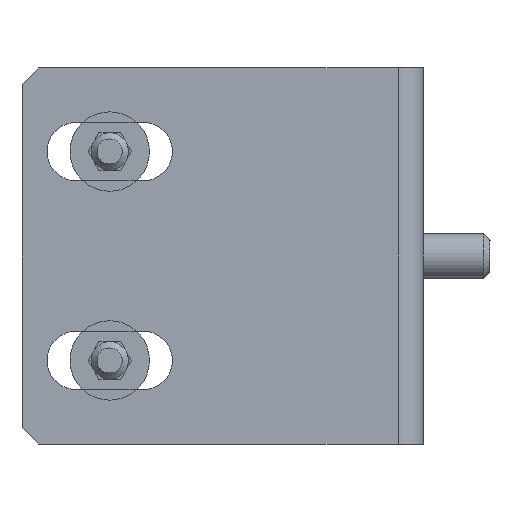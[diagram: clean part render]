
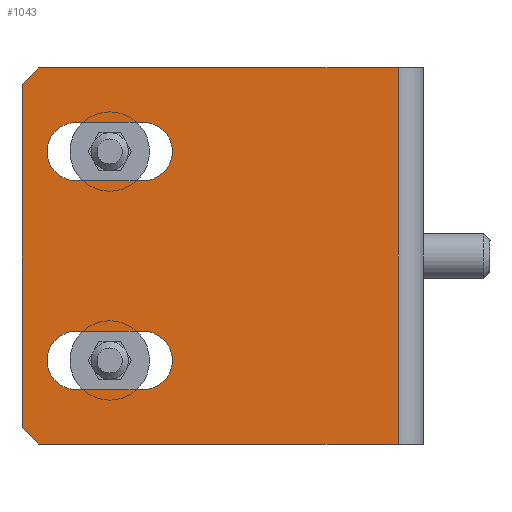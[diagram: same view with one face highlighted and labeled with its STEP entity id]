
A CAD part, front view. The second image highlights one B-rep face of the part: STEP entity #1043.
In plain terms, the highlighted planar face has unit normal (0, -1, 0).
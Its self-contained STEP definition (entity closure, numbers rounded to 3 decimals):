
#51 = VERTEX_POINT ( 'NONE', #1430 ) ;
#96 = CARTESIAN_POINT ( 'NONE',  ( -20.5, -2., -22.5 ) ) ;
#120 = EDGE_CURVE ( 'NONE', #767, #1401, #1776, .T. ) ;
#123 = DIRECTION ( 'NONE',  ( 0., 0., -1. ) ) ;
#125 = DIRECTION ( 'NONE',  ( 0., 1., 0. ) ) ;
#145 = AXIS2_PLACEMENT_3D ( 'NONE', #545, #843, #253 ) ;
#148 = CARTESIAN_POINT ( 'NONE',  ( -22.5, -2., 22.5 ) ) ;
#151 = ORIENTED_EDGE ( 'NONE', *, *, #764, .T. ) ;
#174 = VERTEX_POINT ( 'NONE', #1172 ) ;
#176 = AXIS2_PLACEMENT_3D ( 'NONE', #535, #1787, #1635 ) ;
#216 = DIRECTION ( 'NONE',  ( -1., 0., 0. ) ) ;
#253 = DIRECTION ( 'NONE',  ( -1., 0., 0. ) ) ;
#260 = DIRECTION ( 'NONE',  ( 1., 0., 0. ) ) ;
#289 = CARTESIAN_POINT ( 'NONE',  ( -22.5, -2., 9. ) ) ;
#291 = CARTESIAN_POINT ( 'NONE',  ( -20.5, -2., -22.5 ) ) ;
#297 = VERTEX_POINT ( 'NONE', #1182 ) ;
#304 = VERTEX_POINT ( 'NONE', #1204 ) ;
#309 = FACE_BOUND ( 'NONE', #1616, .T. ) ;
#318 = ORIENTED_EDGE ( 'NONE', *, *, #714, .T. ) ;
#319 = DIRECTION ( 'NONE',  ( -1., 0., 0. ) ) ;
#321 = ORIENTED_EDGE ( 'NONE', *, *, #386, .T. ) ;
#325 = VERTEX_POINT ( 'NONE', #291 ) ;
#340 = LINE ( 'NONE', #1561, #346 ) ;
#346 = VECTOR ( 'NONE', #815, 1000. ) ;
#368 = CARTESIAN_POINT ( 'NONE',  ( -8., -2., 16. ) ) ;
#371 = DIRECTION ( 'NONE',  ( 0., 1., 0. ) ) ;
#386 = EDGE_CURVE ( 'NONE', #1868, #1815, #1393, .T. ) ;
#438 = VECTOR ( 'NONE', #1591, 1000. ) ;
#475 = VECTOR ( 'NONE', #1261, 1000. ) ;
#477 = FACE_OUTER_BOUND ( 'NONE', #1754, .T. ) ;
#514 = VECTOR ( 'NONE', #1653, 1000. ) ;
#523 = ORIENTED_EDGE ( 'NONE', *, *, #751, .T. ) ;
#526 = ORIENTED_EDGE ( 'NONE', *, *, #1117, .T. ) ;
#535 = CARTESIAN_POINT ( 'NONE',  ( -8., -2., -12.5 ) ) ;
#545 = CARTESIAN_POINT ( 'NONE',  ( -16., -2., 12.5 ) ) ;
#569 = VECTOR ( 'NONE', #1121, 1000. ) ;
#604 = CIRCLE ( 'NONE', #145, 3.5 ) ;
#606 = ORIENTED_EDGE ( 'NONE', *, *, #1212, .T. ) ;
#714 = EDGE_CURVE ( 'NONE', #1423, #304, #1446, .T. ) ;
#727 = ORIENTED_EDGE ( 'NONE', *, *, #2015, .F. ) ;
#729 = LINE ( 'NONE', #96, #1576 ) ;
#733 = CIRCLE ( 'NONE', #176, 3.5 ) ;
#736 = EDGE_LOOP ( 'NONE', ( #917, #1886, #151, #795 ) ) ;
#748 = CARTESIAN_POINT ( 'NONE',  ( -22.5, -2., 20.5 ) ) ;
#751 = EDGE_CURVE ( 'NONE', #1815, #325, #729, .T. ) ;
#759 = DIRECTION ( 'NONE',  ( -1., 0., 0. ) ) ;
#762 = LINE ( 'NONE', #289, #1779 ) ;
#764 = EDGE_CURVE ( 'NONE', #1674, #1712, #1033, .T. ) ;
#767 = VERTEX_POINT ( 'NONE', #1163 ) ;
#783 = ORIENTED_EDGE ( 'NONE', *, *, #1879, .T. ) ;
#784 = CARTESIAN_POINT ( 'NONE',  ( -22.5, -2., 22.5 ) ) ;
#795 = ORIENTED_EDGE ( 'NONE', *, *, #905, .T. ) ;
#797 = VECTOR ( 'NONE', #123, 1000. ) ;
#815 = DIRECTION ( 'NONE',  ( 0., 0., -1. ) ) ;
#828 = ORIENTED_EDGE ( 'NONE', *, *, #1285, .T. ) ;
#831 = VECTOR ( 'NONE', #1201, 1000. ) ;
#837 = CARTESIAN_POINT ( 'NONE',  ( -8., -2., 12.5 ) ) ;
#840 = CARTESIAN_POINT ( 'NONE',  ( -22.5, -2., -16. ) ) ;
#843 = DIRECTION ( 'NONE',  ( 0., 1., 0. ) ) ;
#860 = CARTESIAN_POINT ( 'NONE',  ( -16., -2., -16. ) ) ;
#905 = EDGE_CURVE ( 'NONE', #1712, #767, #733, .T. ) ;
#914 = ORIENTED_EDGE ( 'NONE', *, *, #1469, .T. ) ;
#917 = ORIENTED_EDGE ( 'NONE', *, *, #120, .T. ) ;
#944 = PLANE ( 'NONE',  #1679 ) ;
#1033 = LINE ( 'NONE', #1828, #831 ) ;
#1043 = ADVANCED_FACE ( 'NONE', ( #309, #1553, #477 ), #944, .F. ) ;
#1058 = CARTESIAN_POINT ( 'NONE',  ( -16., -2., -9. ) ) ;
#1098 = CIRCLE ( 'NONE', #1579, 3.5 ) ;
#1102 = DIRECTION ( 'NONE',  ( 0., 1., 0. ) ) ;
#1117 = EDGE_CURVE ( 'NONE', #304, #297, #762, .T. ) ;
#1121 = DIRECTION ( 'NONE',  ( 1., 0., 0. ) ) ;
#1139 = CARTESIAN_POINT ( 'NONE',  ( -22.5, -2., -22.5 ) ) ;
#1154 = CARTESIAN_POINT ( 'NONE',  ( -16., -2., 16. ) ) ;
#1163 = CARTESIAN_POINT ( 'NONE',  ( -8., -2., -16. ) ) ;
#1172 = CARTESIAN_POINT ( 'NONE',  ( -20.5, -2., 22.5 ) ) ;
#1182 = CARTESIAN_POINT ( 'NONE',  ( -16., -2., 9. ) ) ;
#1195 = LINE ( 'NONE', #1822, #1684 ) ;
#1201 = DIRECTION ( 'NONE',  ( 1., 0., 0. ) ) ;
#1204 = CARTESIAN_POINT ( 'NONE',  ( -8., -2., 9. ) ) ;
#1205 = CARTESIAN_POINT ( 'NONE',  ( -22.5, -2., 16. ) ) ;
#1212 = EDGE_CURVE ( 'NONE', #325, #1907, #1928, .T. ) ;
#1253 = AXIS2_PLACEMENT_3D ( 'NONE', #837, #371, #216 ) ;
#1261 = DIRECTION ( 'NONE',  ( -0.707, 0., -0.707 ) ) ;
#1264 = EDGE_CURVE ( 'NONE', #51, #1907, #340, .T. ) ;
#1285 = EDGE_CURVE ( 'NONE', #174, #1868, #1291, .T. ) ;
#1291 = LINE ( 'NONE', #1570, #475 ) ;
#1310 = DIRECTION ( 'NONE',  ( 0.707, 0., -0.707 ) ) ;
#1333 = CARTESIAN_POINT ( 'NONE',  ( 22.5, -2., -22.5 ) ) ;
#1374 = CARTESIAN_POINT ( 'NONE',  ( -16., -2., -12.5 ) ) ;
#1393 = LINE ( 'NONE', #148, #797 ) ;
#1401 = VERTEX_POINT ( 'NONE', #860 ) ;
#1423 = VERTEX_POINT ( 'NONE', #368 ) ;
#1430 = CARTESIAN_POINT ( 'NONE',  ( 22.5, -2., 22.5 ) ) ;
#1431 = CARTESIAN_POINT ( 'NONE',  ( -22.5, -2., -20.5 ) ) ;
#1446 = CIRCLE ( 'NONE', #1253, 3.5 ) ;
#1469 = EDGE_CURVE ( 'NONE', #297, #1860, #604, .T. ) ;
#1553 = FACE_BOUND ( 'NONE', #736, .T. ) ;
#1561 = CARTESIAN_POINT ( 'NONE',  ( 22.5, -2., 22.5 ) ) ;
#1568 = CARTESIAN_POINT ( 'NONE',  ( -8., -2., -9. ) ) ;
#1570 = CARTESIAN_POINT ( 'NONE',  ( -22.5, -2., 20.5 ) ) ;
#1576 = VECTOR ( 'NONE', #1310, 1000. ) ;
#1579 = AXIS2_PLACEMENT_3D ( 'NONE', #1374, #125, #759 ) ;
#1591 = DIRECTION ( 'NONE',  ( -1., 0., 0. ) ) ;
#1603 = ORIENTED_EDGE ( 'NONE', *, *, #1264, .F. ) ;
#1616 = EDGE_LOOP ( 'NONE', ( #526, #914, #783, #318 ) ) ;
#1630 = EDGE_CURVE ( 'NONE', #1401, #1674, #1098, .T. ) ;
#1635 = DIRECTION ( 'NONE',  ( -1., 0., 0. ) ) ;
#1653 = DIRECTION ( 'NONE',  ( 1., 0., 0. ) ) ;
#1672 = LINE ( 'NONE', #1205, #514 ) ;
#1674 = VERTEX_POINT ( 'NONE', #1058 ) ;
#1679 = AXIS2_PLACEMENT_3D ( 'NONE', #784, #1102, #319 ) ;
#1684 = VECTOR ( 'NONE', #260, 1000. ) ;
#1691 = DIRECTION ( 'NONE',  ( -1., 0., 0. ) ) ;
#1712 = VERTEX_POINT ( 'NONE', #1568 ) ;
#1754 = EDGE_LOOP ( 'NONE', ( #727, #828, #321, #523, #606, #1603 ) ) ;
#1776 = LINE ( 'NONE', #840, #438 ) ;
#1779 = VECTOR ( 'NONE', #1691, 1000. ) ;
#1787 = DIRECTION ( 'NONE',  ( 0., 1., 0. ) ) ;
#1815 = VERTEX_POINT ( 'NONE', #1431 ) ;
#1822 = CARTESIAN_POINT ( 'NONE',  ( -22.5, -2., 22.5 ) ) ;
#1828 = CARTESIAN_POINT ( 'NONE',  ( -22.5, -2., -9. ) ) ;
#1860 = VERTEX_POINT ( 'NONE', #1154 ) ;
#1868 = VERTEX_POINT ( 'NONE', #748 ) ;
#1879 = EDGE_CURVE ( 'NONE', #1860, #1423, #1672, .T. ) ;
#1886 = ORIENTED_EDGE ( 'NONE', *, *, #1630, .T. ) ;
#1907 = VERTEX_POINT ( 'NONE', #1333 ) ;
#1928 = LINE ( 'NONE', #1139, #569 ) ;
#2015 = EDGE_CURVE ( 'NONE', #174, #51, #1195, .T. ) ;
